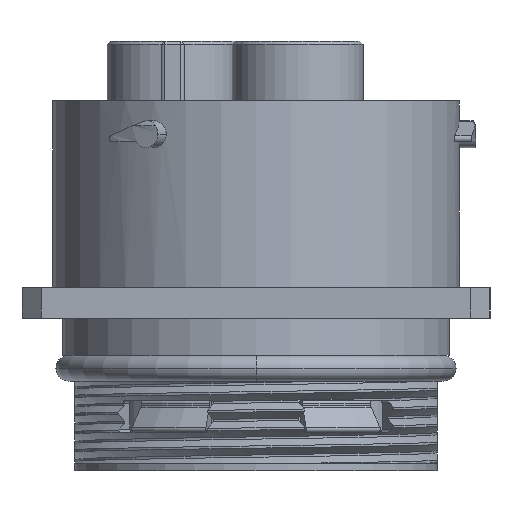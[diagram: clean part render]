
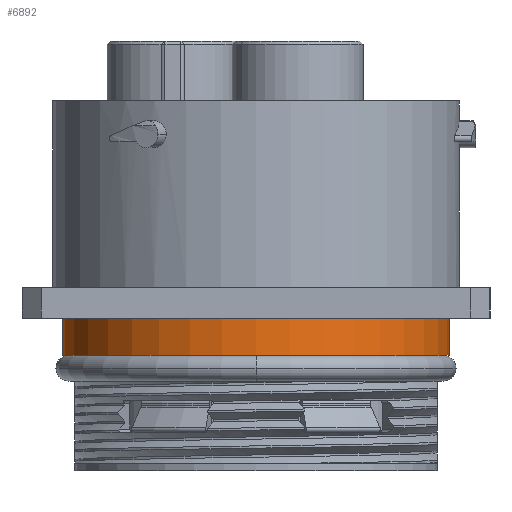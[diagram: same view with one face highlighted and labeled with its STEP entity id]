
A CAD part, left-side view. The second image highlights one B-rep face of the part: STEP entity #6892.
In plain terms, the highlighted cylindrical face has radius 15.1 mm (diameter 30.2 mm), a partial arc.
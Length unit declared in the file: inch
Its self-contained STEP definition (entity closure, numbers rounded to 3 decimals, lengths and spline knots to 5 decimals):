
#473 = ORIENTED_EDGE ( 'NONE', *, *, #28982, .T. ) ;
#721 = VERTEX_POINT ( 'NONE', #2134 ) ;
#1192 = VERTEX_POINT ( 'NONE', #15467 ) ;
#2108 = DIRECTION ( 'NONE',  ( 0., 0., 1. ) ) ;
#2134 = CARTESIAN_POINT ( 'NONE',  ( 0., -0.59449, -0.16142 ) ) ;
#3724 = DIRECTION ( 'NONE',  ( 0., -1., 0. ) ) ;
#6134 = CIRCLE ( 'NONE', #21213, 0.59449 ) ;
#6892 = ADVANCED_FACE ( 'NONE', ( #8961 ), #17054, .T. ) ;
#8030 = VERTEX_POINT ( 'NONE', #22396 ) ;
#8233 = CARTESIAN_POINT ( 'NONE',  ( 0., 0., -0.04724 ) ) ;
#8961 = FACE_OUTER_BOUND ( 'NONE', #17795, .T. ) ;
#11213 = DIRECTION ( 'NONE',  ( 0., 0., 1. ) ) ;
#13293 = ORIENTED_EDGE ( 'NONE', *, *, #24676, .F. ) ;
#14307 = EDGE_CURVE ( 'NONE', #721, #18516, #15389, .T. ) ;
#15389 = LINE ( 'NONE', #25729, #16106 ) ;
#15467 = CARTESIAN_POINT ( 'NONE',  ( 0., 0.59449, -0.04724 ) ) ;
#15773 = EDGE_CURVE ( 'NONE', #1192, #18516, #6134, .T. ) ;
#16106 = VECTOR ( 'NONE', #30559, 39.37008 ) ;
#16196 = CARTESIAN_POINT ( 'NONE',  ( 0., 0., 0.23819 ) ) ;
#17054 = CYLINDRICAL_SURFACE ( 'NONE', #21818, 0.59449 ) ;
#17795 = EDGE_LOOP ( 'NONE', ( #13293, #473, #18217, #19368 ) ) ;
#18217 = ORIENTED_EDGE ( 'NONE', *, *, #14307, .T. ) ;
#18393 = CIRCLE ( 'NONE', #21223, 0.59449 ) ;
#18516 = VERTEX_POINT ( 'NONE', #22783 ) ;
#18561 = DIRECTION ( 'NONE',  ( 0., -1., 0. ) ) ;
#19205 = CARTESIAN_POINT ( 'NONE',  ( 0., 0.59449, 0.23819 ) ) ;
#19368 = ORIENTED_EDGE ( 'NONE', *, *, #15773, .F. ) ;
#21213 = AXIS2_PLACEMENT_3D ( 'NONE', #8233, #29469, #3724 ) ;
#21223 = AXIS2_PLACEMENT_3D ( 'NONE', #25332, #11213, #27686 ) ;
#21818 = AXIS2_PLACEMENT_3D ( 'NONE', #16196, #2108, #18561 ) ;
#22396 = CARTESIAN_POINT ( 'NONE',  ( 0., 0.59449, -0.16142 ) ) ;
#22783 = CARTESIAN_POINT ( 'NONE',  ( 0., -0.59449, -0.04724 ) ) ;
#22932 = VECTOR ( 'NONE', #26350, 39.37008 ) ;
#24676 = EDGE_CURVE ( 'NONE', #8030, #1192, #27358, .T. ) ;
#25332 = CARTESIAN_POINT ( 'NONE',  ( 0., 0., -0.16142 ) ) ;
#25729 = CARTESIAN_POINT ( 'NONE',  ( 0., -0.59449, 0.23819 ) ) ;
#26350 = DIRECTION ( 'NONE',  ( 0., 0., 1. ) ) ;
#27358 = LINE ( 'NONE', #19205, #22932 ) ;
#27686 = DIRECTION ( 'NONE',  ( 0., -1., 0. ) ) ;
#28982 = EDGE_CURVE ( 'NONE', #8030, #721, #18393, .T. ) ;
#29469 = DIRECTION ( 'NONE',  ( 0., 0., 1. ) ) ;
#30559 = DIRECTION ( 'NONE',  ( 0., 0., 1. ) ) ;
